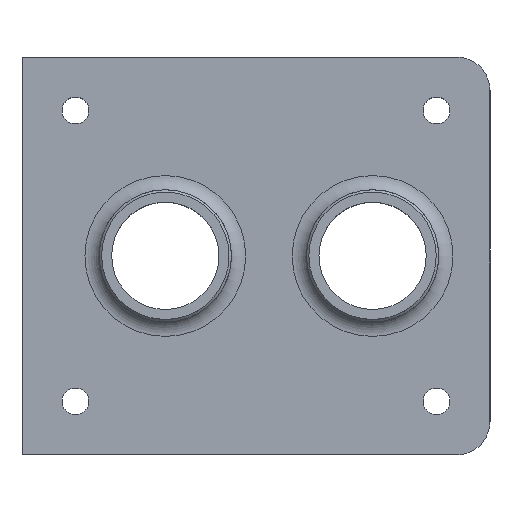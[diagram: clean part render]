
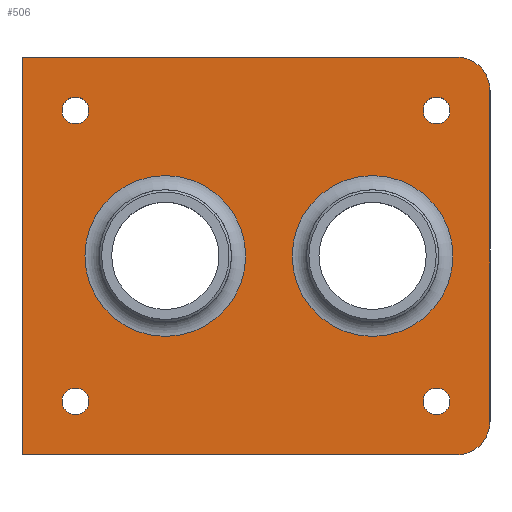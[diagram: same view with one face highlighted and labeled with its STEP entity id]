
A CAD part, top view. The second image highlights one B-rep face of the part: STEP entity #506.
In plain terms, the highlighted planar face has unit normal (0, 0, 1).
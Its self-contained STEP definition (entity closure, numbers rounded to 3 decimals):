
#43=FACE_BOUND('',#121,.T.);
#44=FACE_BOUND('',#122,.T.);
#45=FACE_BOUND('',#123,.T.);
#46=FACE_BOUND('',#124,.T.);
#47=FACE_BOUND('',#125,.T.);
#48=FACE_BOUND('',#126,.T.);
#61=PLANE('',#572);
#84=FACE_OUTER_BOUND('',#120,.T.);
#120=EDGE_LOOP('',(#407,#408,#409,#410,#411,#412));
#121=EDGE_LOOP('',(#413));
#122=EDGE_LOOP('',(#414));
#123=EDGE_LOOP('',(#415));
#124=EDGE_LOOP('',(#416));
#125=EDGE_LOOP('',(#417));
#126=EDGE_LOOP('',(#418));
#161=LINE('',#853,#191);
#162=LINE('',#855,#192);
#163=LINE('',#857,#193);
#164=LINE('',#860,#194);
#191=VECTOR('',#695,10.);
#192=VECTOR('',#696,10.);
#193=VECTOR('',#697,10.);
#194=VECTOR('',#700,10.);
#228=CIRCLE('',#571,12.025);
#229=CIRCLE('',#573,5.);
#230=CIRCLE('',#574,5.);
#231=CIRCLE('',#575,12.025);
#232=CIRCLE('',#576,2.);
#233=CIRCLE('',#577,2.);
#234=CIRCLE('',#578,2.);
#235=CIRCLE('',#579,2.);
#263=VERTEX_POINT('',#845);
#264=VERTEX_POINT('',#849);
#265=VERTEX_POINT('',#850);
#266=VERTEX_POINT('',#852);
#267=VERTEX_POINT('',#854);
#268=VERTEX_POINT('',#856);
#269=VERTEX_POINT('',#858);
#270=VERTEX_POINT('',#861);
#271=VERTEX_POINT('',#863);
#272=VERTEX_POINT('',#865);
#273=VERTEX_POINT('',#867);
#274=VERTEX_POINT('',#869);
#316=EDGE_CURVE('',#263,#263,#228,.T.);
#317=EDGE_CURVE('',#264,#265,#229,.T.);
#318=EDGE_CURVE('',#266,#264,#161,.T.);
#319=EDGE_CURVE('',#267,#266,#162,.T.);
#320=EDGE_CURVE('',#267,#268,#163,.F.);
#321=EDGE_CURVE('',#269,#268,#230,.T.);
#322=EDGE_CURVE('',#265,#269,#164,.T.);
#323=EDGE_CURVE('',#270,#270,#231,.T.);
#324=EDGE_CURVE('',#271,#271,#232,.T.);
#325=EDGE_CURVE('',#272,#272,#233,.T.);
#326=EDGE_CURVE('',#273,#273,#234,.T.);
#327=EDGE_CURVE('',#274,#274,#235,.T.);
#407=ORIENTED_EDGE('',*,*,#317,.F.);
#408=ORIENTED_EDGE('',*,*,#318,.F.);
#409=ORIENTED_EDGE('',*,*,#319,.F.);
#410=ORIENTED_EDGE('',*,*,#320,.T.);
#411=ORIENTED_EDGE('',*,*,#321,.F.);
#412=ORIENTED_EDGE('',*,*,#322,.F.);
#413=ORIENTED_EDGE('',*,*,#323,.F.);
#414=ORIENTED_EDGE('',*,*,#324,.T.);
#415=ORIENTED_EDGE('',*,*,#325,.T.);
#416=ORIENTED_EDGE('',*,*,#326,.T.);
#417=ORIENTED_EDGE('',*,*,#327,.T.);
#418=ORIENTED_EDGE('',*,*,#316,.F.);
#506=ADVANCED_FACE('',(#84,#43,#44,#45,#46,#47,#48),#61,.T.);
#571=AXIS2_PLACEMENT_3D('',#847,#689,#690);
#572=AXIS2_PLACEMENT_3D('',#848,#691,#692);
#573=AXIS2_PLACEMENT_3D('',#851,#693,#694);
#574=AXIS2_PLACEMENT_3D('',#859,#698,#699);
#575=AXIS2_PLACEMENT_3D('',#862,#701,#702);
#576=AXIS2_PLACEMENT_3D('',#864,#703,#704);
#577=AXIS2_PLACEMENT_3D('',#866,#705,#706);
#578=AXIS2_PLACEMENT_3D('',#868,#707,#708);
#579=AXIS2_PLACEMENT_3D('',#870,#709,#710);
#689=DIRECTION('center_axis',(0.,0.,1.));
#690=DIRECTION('ref_axis',(-1.,0.,0.));
#691=DIRECTION('center_axis',(0.,0.,1.));
#692=DIRECTION('ref_axis',(0.,-1.,0.));
#693=DIRECTION('center_axis',(0.,0.,-1.));
#694=DIRECTION('ref_axis',(0.707,0.707,0.));
#695=DIRECTION('',(1.,0.,0.));
#696=DIRECTION('',(0.,1.,0.));
#697=DIRECTION('',(-1.,0.,0.));
#698=DIRECTION('center_axis',(0.,0.,-1.));
#699=DIRECTION('ref_axis',(0.707,-0.707,0.));
#700=DIRECTION('',(0.,-1.,0.));
#701=DIRECTION('center_axis',(0.,0.,1.));
#702=DIRECTION('ref_axis',(-1.,0.,0.));
#703=DIRECTION('center_axis',(0.,0.,-1.));
#704=DIRECTION('ref_axis',(1.,0.,0.));
#705=DIRECTION('center_axis',(0.,0.,-1.));
#706=DIRECTION('ref_axis',(1.,0.,0.));
#707=DIRECTION('center_axis',(0.,0.,-1.));
#708=DIRECTION('ref_axis',(1.,0.,0.));
#709=DIRECTION('center_axis',(0.,0.,-1.));
#710=DIRECTION('ref_axis',(1.,0.,0.));
#845=CARTESIAN_POINT('',(-64.404,-1.12,245.289));
#847=CARTESIAN_POINT('Origin',(-76.429,-1.12,245.289));
#848=CARTESIAN_POINT('Origin',(-93.864,48.63,245.289));
#849=CARTESIAN_POINT('',(-63.864,28.63,245.289));
#850=CARTESIAN_POINT('',(-58.864,23.63,245.289));
#851=CARTESIAN_POINT('Origin',(-63.864,23.63,245.289));
#852=CARTESIAN_POINT('',(-128.864,28.63,245.289));
#853=CARTESIAN_POINT('',(-93.864,28.63,245.289));
#854=CARTESIAN_POINT('',(-128.864,-30.871,245.289));
#855=CARTESIAN_POINT('',(-128.864,48.63,245.289));
#856=CARTESIAN_POINT('',(-63.864,-30.871,245.289));
#857=CARTESIAN_POINT('',(-93.864,-30.871,245.289));
#858=CARTESIAN_POINT('',(-58.864,-25.871,245.289));
#859=CARTESIAN_POINT('Origin',(-63.864,-25.871,245.289));
#860=CARTESIAN_POINT('',(-58.864,48.63,245.289));
#861=CARTESIAN_POINT('',(-95.404,-1.12,245.289));
#862=CARTESIAN_POINT('Origin',(-107.429,-1.12,245.289));
#863=CARTESIAN_POINT('',(-68.864,-22.871,245.289));
#864=CARTESIAN_POINT('Origin',(-66.864,-22.871,245.289));
#865=CARTESIAN_POINT('',(-122.864,20.63,245.289));
#866=CARTESIAN_POINT('Origin',(-120.864,20.63,245.289));
#867=CARTESIAN_POINT('',(-68.864,20.63,245.289));
#868=CARTESIAN_POINT('Origin',(-66.864,20.63,245.289));
#869=CARTESIAN_POINT('',(-122.864,-22.871,245.289));
#870=CARTESIAN_POINT('Origin',(-120.864,-22.871,245.289));
